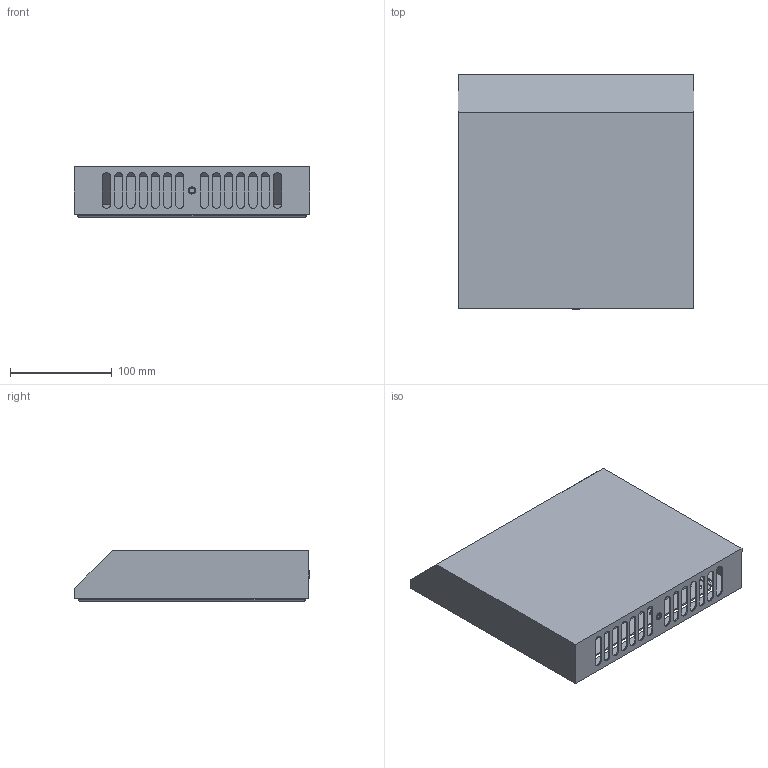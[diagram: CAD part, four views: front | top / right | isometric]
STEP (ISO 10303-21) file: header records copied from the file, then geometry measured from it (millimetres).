
FILE_DESCRIPTION (( 'STEP AP203' ), '1' );
FILE_NAME ('TI-00D-KZ-015-050 TITAN Êîæóõ çàùèòíûé âåíò. ðåøåòêè 147õ147 IP56 IEK_óïðîùåííàÿ.STEP', '2024-09-12T08:51:19', ( '' ), ( '' ), 'SwSTEP 2.0', 'SolidWorks 2022', '' );
FILE_SCHEMA (( 'CONFIG_CONTROL_DESIGN' ));
Length unit declared in the file: millimetre
Products named in the file (3): Накладка_147х147; TI-00D-KZ-015-050 TITAN Кожух защитный вент. решетки 147х147 IP56 IEK_упрощенная; Рамка_147х147
Assembly tree (2 placements, depth 2):
  TI-00D-KZ-015-050 TITAN Кожух защитный вент. решетки 147х147 IP56 IEK_упрощенная
    Рамка_147х147
    Накладка_147х147
Bounding box: 231.4 x 230.5 x 50 mm (x, y, z)
Volume: 184194.5 mm3; surface area: 242635.8 mm2
Topology: 6 solids, 6 shells, 179 faces, 477 edges, 316 vertices
Faces by surface type: plane 126, cylinder 53
Full cylindrical faces by diameter (mm): 5 x1, 6 x1, 6.5 x4, 7 x1
Entity records: 5873 total; most frequent: CARTESIAN_POINT 990, ORIENTED_EDGE 936, DIRECTION 918, EDGE_CURVE 468, LINE 370, VECTOR 370, VERTEX_POINT 314, AXIS2_PLACEMENT_3D 274
